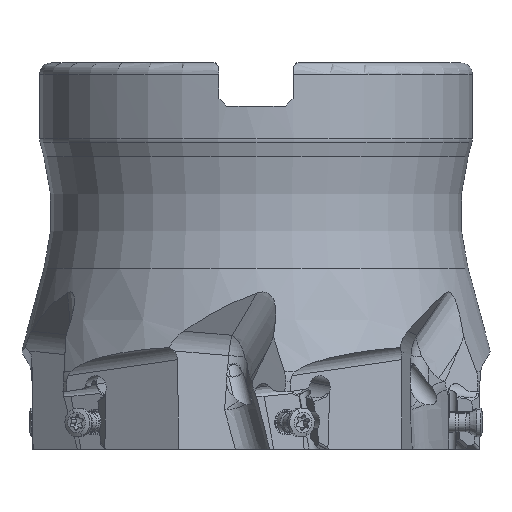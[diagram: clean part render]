
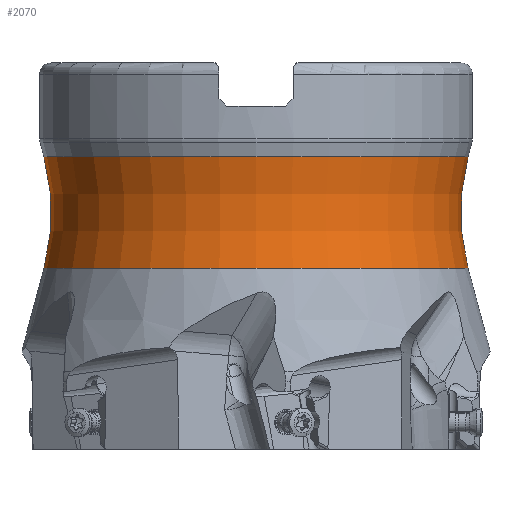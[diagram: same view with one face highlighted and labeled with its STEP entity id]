
A CAD part, front view. The second image highlights one B-rep face of the part: STEP entity #2070.
In plain terms, the highlighted toroidal (fillet/blend) face has major radius 53.922 mm and minor radius 27.641 mm.
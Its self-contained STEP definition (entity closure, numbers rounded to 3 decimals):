
#299=TOROIDAL_SURFACE('',#12527,53.922,27.641);
#2070=ADVANCED_FACE('',(#3004),#299,.F.);
#3004=FACE_OUTER_BOUND('',#3652,.T.);
#3652=EDGE_LOOP('',(#6263,#6264,#6265,#6266));
#6263=ORIENTED_EDGE('',*,*,#9968,.F.);
#6264=ORIENTED_EDGE('',*,*,#10419,.F.);
#6265=ORIENTED_EDGE('',*,*,#10416,.T.);
#6266=ORIENTED_EDGE('',*,*,#10420,.F.);
#8715=VERTEX_POINT('',#19263);
#8716=VERTEX_POINT('',#19265);
#8992=VERTEX_POINT('',#22725);
#8993=VERTEX_POINT('',#22727);
#9968=EDGE_CURVE('',#8715,#8716,#11400,.T.);
#10416=EDGE_CURVE('',#8993,#8992,#11495,.T.);
#10419=EDGE_CURVE('',#8993,#8715,#11497,.T.);
#10420=EDGE_CURVE('',#8716,#8992,#11498,.T.);
#11400=CIRCLE('',#12239,27.223);
#11495=CIRCLE('',#12520,27.223);
#11497=CIRCLE('',#12524,27.641);
#11498=CIRCLE('',#12525,27.641);
#12239=AXIS2_PLACEMENT_3D('',#19264,#13935,#13936);
#12520=AXIS2_PLACEMENT_3D('',#22726,#14635,#14636);
#12524=AXIS2_PLACEMENT_3D('',#22732,#14644,#14645);
#12525=AXIS2_PLACEMENT_3D('',#22733,#14646,#14647);
#12527=AXIS2_PLACEMENT_3D('',#22735,#14650,#14651);
#13935=DIRECTION('',(0.,0.,-1.));
#13936=DIRECTION('',(1.,0.,0.));
#14635=DIRECTION('',(0.,0.,-1.));
#14636=DIRECTION('',(1.,0.,0.));
#14644=DIRECTION('',(0.,-1.,0.));
#14645=DIRECTION('',(-0.966,0.,0.259));
#14646=DIRECTION('',(0.,-1.,0.));
#14647=DIRECTION('',(0.966,0.,-0.259));
#14650=DIRECTION('',(0.,0.,-1.));
#14651=DIRECTION('',(-1.,0.,0.));
#19263=CARTESIAN_POINT('',(27.223,0.,-26.391));
#19264=CARTESIAN_POINT('',(0.,0.,-26.391));
#19265=CARTESIAN_POINT('',(-27.223,0.,-26.391));
#22725=CARTESIAN_POINT('',(-27.223,0.,-12.083));
#22726=CARTESIAN_POINT('',(0.,0.,-12.083));
#22727=CARTESIAN_POINT('',(27.223,0.,-12.083));
#22732=CARTESIAN_POINT('',(53.922,0.,-19.237));
#22733=CARTESIAN_POINT('',(-53.922,0.,-19.237));
#22735=CARTESIAN_POINT('',(0.,0.,-19.237));
